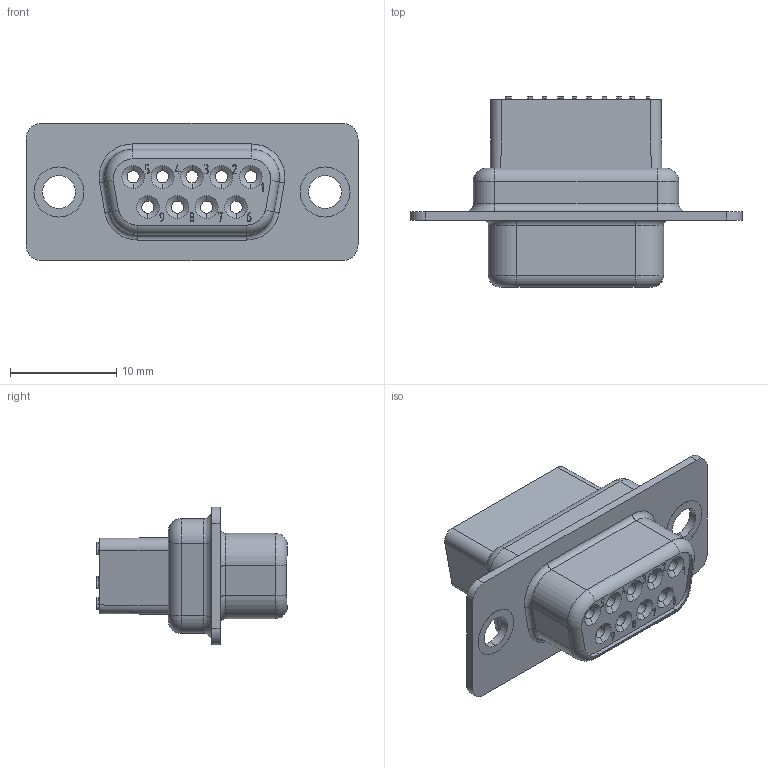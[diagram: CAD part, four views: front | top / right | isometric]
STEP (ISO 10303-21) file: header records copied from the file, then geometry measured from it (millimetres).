
FILE_DESCRIPTION(('Creo Elements/Direct Modeling STEP Export'),'2;1');
FILE_NAME('model.stp','2019-03-20T20:21:40',(''),(''),'Creo Elements/Direct Modeling STEP processor for AP214 (Solid Model)','Creo Elements/Direct Modeling 20.1A 29-Sep-2018 (C) Parametric Technology GmbH','');
FILE_SCHEMA(('AUTOMOTIVE_DESIGN { 1 0 10303 214 1 1 1 1 }'));
Length unit declared in the file: millimetre
Products named in the file (2): VS-09-BU-DSUB-CD-B
Assembly tree (1 placements, depth 2):
  VS-09-BU-DSUB-CD-B
    VS-09-BU-DSUB-CD-B
Bounding box: 31.19 x 17.87 x 12.93 mm (x, y, z)
Volume: 2231.1 mm3; surface area: 2237 mm2
Topology: 1 solids, 1 shells, 642 faces, 1774 edges, 1175 vertices
Faces by surface type: plane 369, cylinder 157, extrusion 82, cone 18, torus 16
Entity records: 25830 total; most frequent: CARTESIAN_POINT 4341, ORIENTED_EDGE 3548, DIRECTION 3089, EDGE_CURVE 1774, VECTOR 1407, LINE 1325, VERTEX_POINT 1175, AXIS2_PLACEMENT_3D 841
